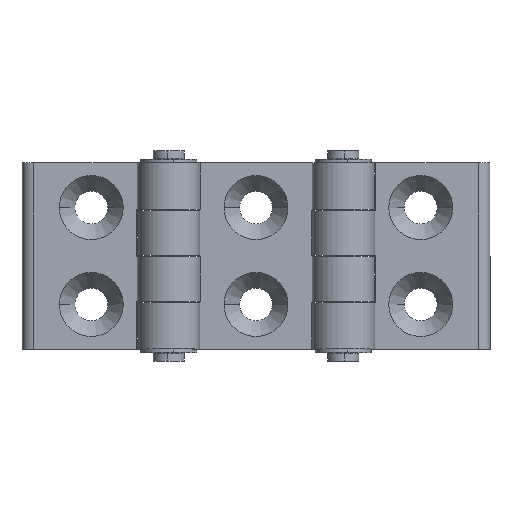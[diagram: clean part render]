
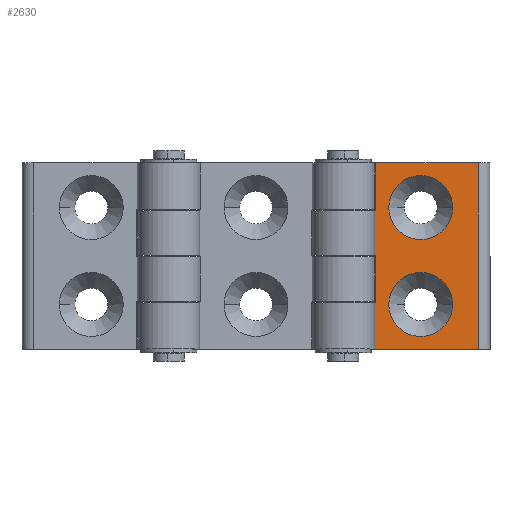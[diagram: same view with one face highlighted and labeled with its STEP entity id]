
A CAD part, top view. The second image highlights one B-rep face of the part: STEP entity #2630.
In plain terms, the highlighted planar face has unit normal (0, 0, 1).
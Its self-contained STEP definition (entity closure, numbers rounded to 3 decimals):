
#5 = EDGE_CURVE ( 'NONE', #912, #3222, #2025, .T. ) ;
#30 = DIRECTION ( 'NONE',  ( 0., 1., 0. ) ) ;
#63 = CARTESIAN_POINT ( 'NONE',  ( 0., 0., 3.1 ) ) ;
#152 = LINE ( 'NONE', #3278, #1956 ) ;
#161 = CIRCLE ( 'NONE', #1665, 8.25 ) ;
#192 = VERTEX_POINT ( 'NONE', #2930 ) ;
#225 = CARTESIAN_POINT ( 'NONE',  ( 14.875, 24., 3.1 ) ) ;
#259 = CARTESIAN_POINT ( 'NONE',  ( -8.25, 12.5, 3.1 ) ) ;
#292 = VECTOR ( 'NONE', #376, 1000. ) ;
#296 = LINE ( 'NONE', #2362, #918 ) ;
#326 = VECTOR ( 'NONE', #561, 1000. ) ;
#333 = CARTESIAN_POINT ( 'NONE',  ( -12.125, 24., 3.1 ) ) ;
#376 = DIRECTION ( 'NONE',  ( 1., 0., 0. ) ) ;
#422 = EDGE_CURVE ( 'NONE', #472, #2273, #152, .T. ) ;
#449 = CARTESIAN_POINT ( 'NONE',  ( -8.25, -12.5, 3.1 ) ) ;
#472 = VERTEX_POINT ( 'NONE', #1319 ) ;
#481 = ORIENTED_EDGE ( 'NONE', *, *, #5, .T. ) ;
#493 = LINE ( 'NONE', #2842, #557 ) ;
#531 = VECTOR ( 'NONE', #2460, 1000. ) ;
#557 = VECTOR ( 'NONE', #30, 1000. ) ;
#561 = DIRECTION ( 'NONE',  ( 1., 0., 0. ) ) ;
#616 = CARTESIAN_POINT ( 'NONE',  ( 0., 0.2, 3.1 ) ) ;
#624 = CARTESIAN_POINT ( 'NONE',  ( -11.625, 0., 3.1 ) ) ;
#637 = CARTESIAN_POINT ( 'NONE',  ( 0., -12.5, 3.1 ) ) ;
#646 = ORIENTED_EDGE ( 'NONE', *, *, #3199, .F. ) ;
#755 = CARTESIAN_POINT ( 'NONE',  ( 0., -12.1, 3.1 ) ) ;
#811 = FACE_BOUND ( 'NONE', #2408, .T. ) ;
#825 = DIRECTION ( 'NONE',  ( 0., 0., 1. ) ) ;
#858 = VERTEX_POINT ( 'NONE', #1505 ) ;
#872 = DIRECTION ( 'NONE',  ( 1., 0., 0. ) ) ;
#881 = EDGE_CURVE ( 'NONE', #1528, #2199, #1808, .T. ) ;
#912 = VERTEX_POINT ( 'NONE', #225 ) ;
#918 = VECTOR ( 'NONE', #1071, 1000. ) ;
#926 = VERTEX_POINT ( 'NONE', #969 ) ;
#934 = ORIENTED_EDGE ( 'NONE', *, *, #2566, .T. ) ;
#937 = DIRECTION ( 'NONE',  ( 1., 0., 0. ) ) ;
#953 = DIRECTION ( 'NONE',  ( 0., 0., 1. ) ) ;
#969 = CARTESIAN_POINT ( 'NONE',  ( -11.625, 0.2, 3.1 ) ) ;
#974 = DIRECTION ( 'NONE',  ( 1., 0., 0. ) ) ;
#993 = ORIENTED_EDGE ( 'NONE', *, *, #1218, .T. ) ;
#1055 = CARTESIAN_POINT ( 'NONE',  ( 8.25, 12.5, 3.1 ) ) ;
#1071 = DIRECTION ( 'NONE',  ( 0., -1., 0. ) ) ;
#1139 = ORIENTED_EDGE ( 'NONE', *, *, #1739, .T. ) ;
#1187 = AXIS2_PLACEMENT_3D ( 'NONE', #2706, #3229, #1936 ) ;
#1199 = CARTESIAN_POINT ( 'NONE',  ( 0., 12.5, 3.1 ) ) ;
#1200 = CARTESIAN_POINT ( 'NONE',  ( -12.125, 0.2, 3.1 ) ) ;
#1205 = ORIENTED_EDGE ( 'NONE', *, *, #2674, .T. ) ;
#1218 = EDGE_CURVE ( 'NONE', #926, #2199, #296, .T. ) ;
#1230 = DIRECTION ( 'NONE',  ( 1., 0., 0. ) ) ;
#1252 = VERTEX_POINT ( 'NONE', #1055 ) ;
#1272 = ORIENTED_EDGE ( 'NONE', *, *, #1970, .T. ) ;
#1287 = EDGE_CURVE ( 'NONE', #192, #858, #1572, .T. ) ;
#1295 = VECTOR ( 'NONE', #1761, 1000. ) ;
#1319 = CARTESIAN_POINT ( 'NONE',  ( -12.125, -24., 3.1 ) ) ;
#1346 = FACE_OUTER_BOUND ( 'NONE', #2932, .T. ) ;
#1505 = CARTESIAN_POINT ( 'NONE',  ( -11.625, 11.7, 3.1 ) ) ;
#1507 = DIRECTION ( 'NONE',  ( 0., -1., 0. ) ) ;
#1528 = VERTEX_POINT ( 'NONE', #3017 ) ;
#1572 = LINE ( 'NONE', #2890, #326 ) ;
#1665 = AXIS2_PLACEMENT_3D ( 'NONE', #637, #3177, #872 ) ;
#1668 = ORIENTED_EDGE ( 'NONE', *, *, #881, .F. ) ;
#1713 = ORIENTED_EDGE ( 'NONE', *, *, #1923, .T. ) ;
#1739 = EDGE_CURVE ( 'NONE', #192, #2538, #2368, .T. ) ;
#1745 = ORIENTED_EDGE ( 'NONE', *, *, #1287, .F. ) ;
#1761 = DIRECTION ( 'NONE',  ( -1., 0., 0. ) ) ;
#1769 = DIRECTION ( 'NONE',  ( 1., 0., 0. ) ) ;
#1808 = LINE ( 'NONE', #755, #2952 ) ;
#1825 = DIRECTION ( 'NONE',  ( 1., 0., 0. ) ) ;
#1846 = EDGE_CURVE ( 'NONE', #3222, #858, #2221, .T. ) ;
#1899 = EDGE_CURVE ( 'NONE', #2143, #1252, #2218, .T. ) ;
#1923 = EDGE_CURVE ( 'NONE', #2513, #2571, #161, .T. ) ;
#1936 = DIRECTION ( 'NONE',  ( 1., 0., 0. ) ) ;
#1956 = VECTOR ( 'NONE', #1769, 1000. ) ;
#1970 = EDGE_CURVE ( 'NONE', #2571, #2513, #3084, .T. ) ;
#2025 = LINE ( 'NONE', #2755, #1295 ) ;
#2050 = VECTOR ( 'NONE', #1507, 1000. ) ;
#2112 = ORIENTED_EDGE ( 'NONE', *, *, #1846, .T. ) ;
#2143 = VERTEX_POINT ( 'NONE', #259 ) ;
#2199 = VERTEX_POINT ( 'NONE', #2384 ) ;
#2218 = CIRCLE ( 'NONE', #1187, 8.25 ) ;
#2221 = LINE ( 'NONE', #624, #531 ) ;
#2273 = VERTEX_POINT ( 'NONE', #2973 ) ;
#2295 = CARTESIAN_POINT ( 'NONE',  ( -12.125, 24., 3.1 ) ) ;
#2297 = DIRECTION ( 'NONE',  ( 0., 0., -1. ) ) ;
#2304 = AXIS2_PLACEMENT_3D ( 'NONE', #3277, #2297, #974 ) ;
#2350 = AXIS2_PLACEMENT_3D ( 'NONE', #63, #825, #1825 ) ;
#2362 = CARTESIAN_POINT ( 'NONE',  ( -11.625, 0., 3.1 ) ) ;
#2368 = LINE ( 'NONE', #333, #2747 ) ;
#2379 = PLANE ( 'NONE',  #2350 ) ;
#2384 = CARTESIAN_POINT ( 'NONE',  ( -11.625, -12.1, 3.1 ) ) ;
#2408 = EDGE_LOOP ( 'NONE', ( #646, #2629 ) ) ;
#2413 = LINE ( 'NONE', #616, #292 ) ;
#2419 = EDGE_CURVE ( 'NONE', #1528, #472, #3272, .T. ) ;
#2428 = EDGE_LOOP ( 'NONE', ( #1272, #1713 ) ) ;
#2460 = DIRECTION ( 'NONE',  ( 0., -1., 0. ) ) ;
#2513 = VERTEX_POINT ( 'NONE', #449 ) ;
#2538 = VERTEX_POINT ( 'NONE', #1200 ) ;
#2566 = EDGE_CURVE ( 'NONE', #2273, #912, #493, .T. ) ;
#2571 = VERTEX_POINT ( 'NONE', #2857 ) ;
#2574 = AXIS2_PLACEMENT_3D ( 'NONE', #1199, #953, #937 ) ;
#2607 = ORIENTED_EDGE ( 'NONE', *, *, #422, .T. ) ;
#2629 = ORIENTED_EDGE ( 'NONE', *, *, #1899, .F. ) ;
#2630 = ADVANCED_FACE ( 'NONE', ( #3075, #811, #1346 ), #2379, .T. ) ;
#2635 = DIRECTION ( 'NONE',  ( 0., -1., 0. ) ) ;
#2674 = EDGE_CURVE ( 'NONE', #2538, #926, #2413, .T. ) ;
#2706 = CARTESIAN_POINT ( 'NONE',  ( 0., 12.5, 3.1 ) ) ;
#2747 = VECTOR ( 'NONE', #2635, 1000. ) ;
#2755 = CARTESIAN_POINT ( 'NONE',  ( -12.125, 24., 3.1 ) ) ;
#2775 = CARTESIAN_POINT ( 'NONE',  ( -11.625, 24., 3.1 ) ) ;
#2842 = CARTESIAN_POINT ( 'NONE',  ( 14.875, 24., 3.1 ) ) ;
#2857 = CARTESIAN_POINT ( 'NONE',  ( 8.25, -12.5, 3.1 ) ) ;
#2884 = ORIENTED_EDGE ( 'NONE', *, *, #2419, .T. ) ;
#2890 = CARTESIAN_POINT ( 'NONE',  ( 0., 11.7, 3.1 ) ) ;
#2930 = CARTESIAN_POINT ( 'NONE',  ( -12.125, 11.7, 3.1 ) ) ;
#2932 = EDGE_LOOP ( 'NONE', ( #2607, #934, #481, #2112, #1745, #1139, #1205, #993, #1668, #2884 ) ) ;
#2952 = VECTOR ( 'NONE', #1230, 1000. ) ;
#2973 = CARTESIAN_POINT ( 'NONE',  ( 14.875, -24., 3.1 ) ) ;
#3017 = CARTESIAN_POINT ( 'NONE',  ( -12.125, -12.1, 3.1 ) ) ;
#3075 = FACE_BOUND ( 'NONE', #2428, .T. ) ;
#3084 = CIRCLE ( 'NONE', #2304, 8.25 ) ;
#3177 = DIRECTION ( 'NONE',  ( 0., 0., -1. ) ) ;
#3199 = EDGE_CURVE ( 'NONE', #1252, #2143, #3306, .T. ) ;
#3222 = VERTEX_POINT ( 'NONE', #2775 ) ;
#3229 = DIRECTION ( 'NONE',  ( 0., 0., 1. ) ) ;
#3272 = LINE ( 'NONE', #2295, #2050 ) ;
#3277 = CARTESIAN_POINT ( 'NONE',  ( 0., -12.5, 3.1 ) ) ;
#3278 = CARTESIAN_POINT ( 'NONE',  ( -12.125, -24., 3.1 ) ) ;
#3306 = CIRCLE ( 'NONE', #2574, 8.25 ) ;
